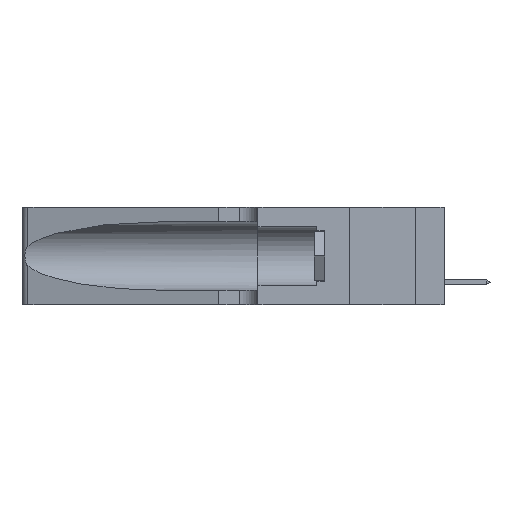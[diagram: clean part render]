
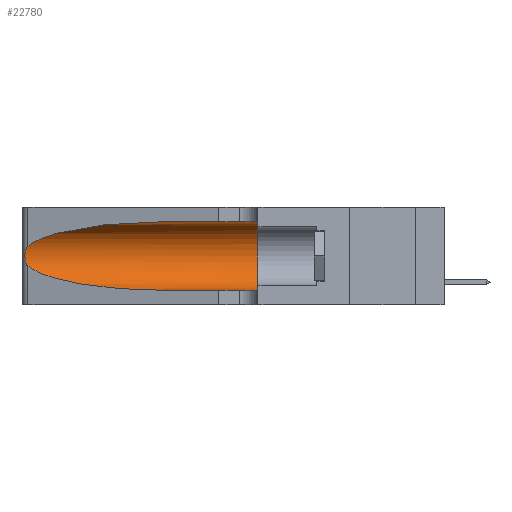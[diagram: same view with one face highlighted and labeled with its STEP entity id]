
A CAD part, left-side view. The second image highlights one B-rep face of the part: STEP entity #22780.
In plain terms, the highlighted cylindrical face has radius 3.308 mm (diameter 6.617 mm), a partial arc.
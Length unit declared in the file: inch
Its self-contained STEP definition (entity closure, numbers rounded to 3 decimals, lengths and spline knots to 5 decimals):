
#377 =( BOUNDED_CURVE ( )  B_SPLINE_CURVE ( 3, ( #36819, #6012, #27671, #18940 ),
 .UNSPECIFIED., .F., .T. ) 
 B_SPLINE_CURVE_WITH_KNOTS ( ( 4, 4 ),
 ( 1.5708, 2.84003 ),
 .UNSPECIFIED. ) 
 CURVE ( )  GEOMETRIC_REPRESENTATION_ITEM ( )  RATIONAL_B_SPLINE_CURVE ( ( 1., 0.87, 0.87, 1. ) ) 
 REPRESENTATION_ITEM ( '' )  );
#431 = CARTESIAN_POINT ( 'NONE',  ( 0.1305, 0.35, 0.185 ) ) ;
#834 = CARTESIAN_POINT ( 'NONE',  ( 0.25789, 1.23486, 0.15765 ) ) ;
#1604 = VECTOR ( 'NONE', #11398, 39.37008 ) ;
#1616 = EDGE_CURVE ( 'NONE', #8168, #39228, #377, .T. ) ;
#1911 = CARTESIAN_POINT ( 'NONE',  ( 0.1305, 1.61858, 0.05475 ) ) ;
#2738 = EDGE_CURVE ( 'NONE', #3275, #32637, #25885, .T. ) ;
#3006 = ORIENTED_EDGE ( 'NONE', *, *, #15052, .T. ) ;
#3275 = VERTEX_POINT ( 'NONE', #26572 ) ;
#3381 = ORIENTED_EDGE ( 'NONE', *, *, #5784, .T. ) ;
#3916 = CARTESIAN_POINT ( 'NONE',  ( 0.25487, 1.22718, 0.14631 ) ) ;
#5784 = EDGE_CURVE ( 'NONE', #32637, #34422, #33996, .T. ) ;
#6012 = CARTESIAN_POINT ( 'NONE',  ( 0.18966, 0.96281, 0.31525 ) ) ;
#7327 = CARTESIAN_POINT ( 'NONE',  ( 0.25639, 1.23184, 0.21858 ) ) ;
#8168 = VERTEX_POINT ( 'NONE', #13937 ) ;
#9496 = DIRECTION ( 'NONE',  ( 0., 0., 1. ) ) ;
#10321 = CYLINDRICAL_SURFACE ( 'NONE', #22101, 0.13025 ) ;
#11313 = B_SPLINE_CURVE_WITH_KNOTS ( 'NONE', 3,
 ( #31129, #37616, #7327, #31276, #37469, #19666, #25299, #13371, #16432, #28201, #834, #34685, #19089, #37753 ),
 .UNSPECIFIED., .F., .F.,
 ( 4, 2, 2, 2, 2, 2, 4 ),
 ( 0., 0.00027, 0.00053, 0.00107, 0.0016, 0.00187, 0.00214 ),
 .UNSPECIFIED. ) ;
#11398 = DIRECTION ( 'NONE',  ( 0., -1., 0. ) ) ;
#13223 = CARTESIAN_POINT ( 'NONE',  ( 0.1305, 0.35, 0.31525 ) ) ;
#13371 = CARTESIAN_POINT ( 'NONE',  ( 0.26075, 1.23896, 0.178 ) ) ;
#13432 = CARTESIAN_POINT ( 'NONE',  ( 0.1305, 0.72297, 0.05475 ) ) ;
#13937 = CARTESIAN_POINT ( 'NONE',  ( 0.1305, 0.72297, 0.31525 ) ) ;
#15052 = EDGE_CURVE ( 'NONE', #39228, #3275, #11313, .T. ) ;
#15552 = FACE_OUTER_BOUND ( 'NONE', #31601, .T. ) ;
#16026 = EDGE_CURVE ( 'NONE', #8168, #22180, #17960, .T. ) ;
#16275 = CARTESIAN_POINT ( 'NONE',  ( 0.1305, 0.72297, 0.05475 ) ) ;
#16432 = CARTESIAN_POINT ( 'NONE',  ( 0.26017, 1.23833, 0.17102 ) ) ;
#17960 = LINE ( 'NONE', #33074, #1604 ) ;
#18940 = CARTESIAN_POINT ( 'NONE',  ( 0.25487, 1.22718, 0.22369 ) ) ;
#19089 = CARTESIAN_POINT ( 'NONE',  ( 0.25555, 1.22993, 0.14849 ) ) ;
#19666 = CARTESIAN_POINT ( 'NONE',  ( 0.26018, 1.23835, 0.19895 ) ) ;
#19941 = ORIENTED_EDGE ( 'NONE', *, *, #1616, .T. ) ;
#20711 = ORIENTED_EDGE ( 'NONE', *, *, #2738, .T. ) ;
#21932 = DIRECTION ( 'NONE',  ( 0., -1., 0. ) ) ;
#21985 = CARTESIAN_POINT ( 'NONE',  ( 0.18966, 0.96281, 0.05475 ) ) ;
#22101 = AXIS2_PLACEMENT_3D ( 'NONE', #37682, #21932, #34467 ) ;
#22180 = VERTEX_POINT ( 'NONE', #13223 ) ;
#22780 = ADVANCED_FACE ( 'NONE', ( #15552 ), #10321, .F. ) ;
#25299 = CARTESIAN_POINT ( 'NONE',  ( 0.26075, 1.23896, 0.19203 ) ) ;
#25885 =( BOUNDED_CURVE ( )  B_SPLINE_CURVE ( 3, ( #3916, #34530, #21985, #16275 ),
 .UNSPECIFIED., .F., .F. ) 
 B_SPLINE_CURVE_WITH_KNOTS ( ( 4, 4 ),
 ( 3.44316, 4.71239 ),
 .UNSPECIFIED. ) 
 CURVE ( )  GEOMETRIC_REPRESENTATION_ITEM ( )  RATIONAL_B_SPLINE_CURVE ( ( 1., 0.87, 0.87, 1. ) ) 
 REPRESENTATION_ITEM ( '' )  );
#26572 = CARTESIAN_POINT ( 'NONE',  ( 0.25487, 1.22718, 0.14631 ) ) ;
#27485 = ORIENTED_EDGE ( 'NONE', *, *, #16026, .F. ) ;
#27671 = CARTESIAN_POINT ( 'NONE',  ( 0.2373, 1.15595, 0.28018 ) ) ;
#28111 = CARTESIAN_POINT ( 'NONE',  ( 0.1305, 0.35, 0.05475 ) ) ;
#28162 = AXIS2_PLACEMENT_3D ( 'NONE', #431, #31004, #9496 ) ;
#28201 = CARTESIAN_POINT ( 'NONE',  ( 0.25856, 1.23593, 0.16098 ) ) ;
#28764 = VECTOR ( 'NONE', #29972, 39.37008 ) ;
#29972 = DIRECTION ( 'NONE',  ( 0., -1., 0. ) ) ;
#31004 = DIRECTION ( 'NONE',  ( 0., 1., 0. ) ) ;
#31129 = CARTESIAN_POINT ( 'NONE',  ( 0.25487, 1.22718, 0.22369 ) ) ;
#31276 = CARTESIAN_POINT ( 'NONE',  ( 0.25787, 1.23484, 0.2124 ) ) ;
#31601 = EDGE_LOOP ( 'NONE', ( #19941, #3006, #20711, #3381, #36515, #27485 ) ) ;
#32637 = VERTEX_POINT ( 'NONE', #13432 ) ;
#32901 = CIRCLE ( 'NONE', #28162, 0.13025 ) ;
#33074 = CARTESIAN_POINT ( 'NONE',  ( 0.1305, 1.61858, 0.31525 ) ) ;
#33091 = EDGE_CURVE ( 'NONE', #22180, #34422, #32901, .T. ) ;
#33996 = LINE ( 'NONE', #1911, #28764 ) ;
#34422 = VERTEX_POINT ( 'NONE', #28111 ) ;
#34467 = DIRECTION ( 'NONE',  ( 0., 0., -1. ) ) ;
#34530 = CARTESIAN_POINT ( 'NONE',  ( 0.2373, 1.15595, 0.08982 ) ) ;
#34685 = CARTESIAN_POINT ( 'NONE',  ( 0.25639, 1.23186, 0.15144 ) ) ;
#36515 = ORIENTED_EDGE ( 'NONE', *, *, #33091, .F. ) ;
#36819 = CARTESIAN_POINT ( 'NONE',  ( 0.1305, 0.72297, 0.31525 ) ) ;
#37469 = CARTESIAN_POINT ( 'NONE',  ( 0.25854, 1.2359, 0.20912 ) ) ;
#37616 = CARTESIAN_POINT ( 'NONE',  ( 0.25555, 1.22994, 0.2215 ) ) ;
#37682 = CARTESIAN_POINT ( 'NONE',  ( 0.1305, 1.61858, 0.185 ) ) ;
#37753 = CARTESIAN_POINT ( 'NONE',  ( 0.25487, 1.22718, 0.14631 ) ) ;
#39015 = CARTESIAN_POINT ( 'NONE',  ( 0.25487, 1.22718, 0.22369 ) ) ;
#39228 = VERTEX_POINT ( 'NONE', #39015 ) ;
